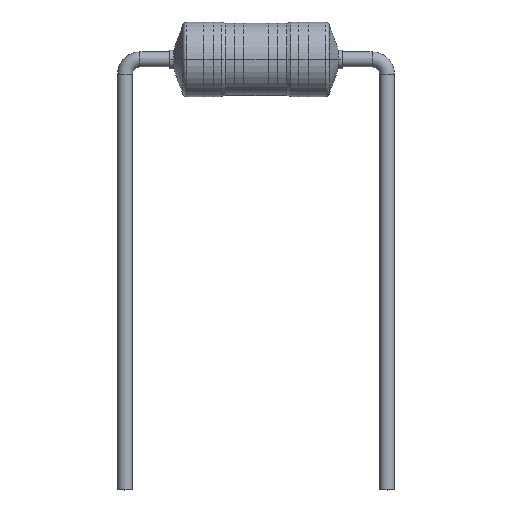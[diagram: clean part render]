
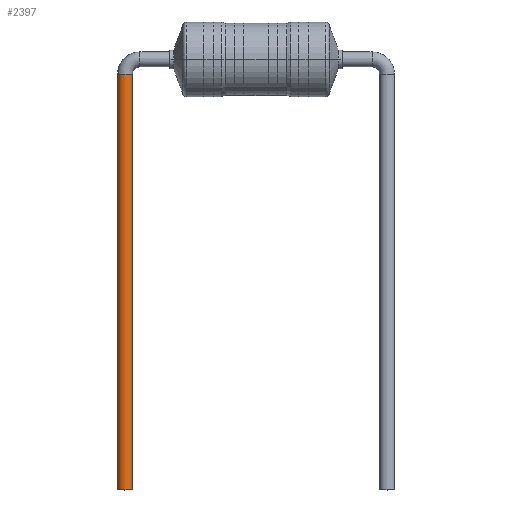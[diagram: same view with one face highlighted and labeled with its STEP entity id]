
A CAD part, top view. The second image highlights one B-rep face of the part: STEP entity #2397.
In plain terms, the highlighted cylindrical face has radius 0.4 mm (diameter 0.8 mm), a partial arc.
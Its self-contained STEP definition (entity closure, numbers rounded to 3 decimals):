
#143 = VERTEX_POINT ( 'NONE', #1775 ) ;
#176 = CARTESIAN_POINT ( 'NONE',  ( -7.4, 1.2, 0. ) ) ;
#189 = EDGE_LOOP ( 'NONE', ( #1694, #1240, #1674, #1237 ) ) ;
#377 = CARTESIAN_POINT ( 'NONE',  ( -7., -21., 0. ) ) ;
#542 = AXIS2_PLACEMENT_3D ( 'NONE', #971, #2047, #1331 ) ;
#673 = CARTESIAN_POINT ( 'NONE',  ( -6.6, 1.2, 0. ) ) ;
#743 = CIRCLE ( 'NONE', #2208, 0.4 ) ;
#808 = EDGE_CURVE ( 'NONE', #143, #2278, #1394, .T. ) ;
#850 = VERTEX_POINT ( 'NONE', #1149 ) ;
#932 = EDGE_CURVE ( 'NONE', #1190, #2278, #2055, .T. ) ;
#971 = CARTESIAN_POINT ( 'NONE',  ( -7., 1.2, 0. ) ) ;
#1033 = CARTESIAN_POINT ( 'NONE',  ( -7., 1.2, 0. ) ) ;
#1066 = EDGE_CURVE ( 'NONE', #850, #1190, #743, .T. ) ;
#1149 = CARTESIAN_POINT ( 'NONE',  ( -6.6, 1.2, 0. ) ) ;
#1180 = DIRECTION ( 'NONE',  ( 0., -1., 0. ) ) ;
#1190 = VERTEX_POINT ( 'NONE', #1389 ) ;
#1191 = CYLINDRICAL_SURFACE ( 'NONE', #542, 0.4 ) ;
#1237 = ORIENTED_EDGE ( 'NONE', *, *, #1609, .F. ) ;
#1240 = ORIENTED_EDGE ( 'NONE', *, *, #932, .T. ) ;
#1331 = DIRECTION ( 'NONE',  ( 1., 0., 0. ) ) ;
#1389 = CARTESIAN_POINT ( 'NONE',  ( -7.4, 1.2, 0. ) ) ;
#1394 = CIRCLE ( 'NONE', #1629, 0.4 ) ;
#1416 = FACE_OUTER_BOUND ( 'NONE', #189, .T. ) ;
#1538 = VECTOR ( 'NONE', #1180, 1000. ) ;
#1580 = DIRECTION ( 'NONE',  ( 0., -1., 0. ) ) ;
#1609 = EDGE_CURVE ( 'NONE', #850, #143, #2174, .T. ) ;
#1629 = AXIS2_PLACEMENT_3D ( 'NONE', #377, #2233, #2032 ) ;
#1674 = ORIENTED_EDGE ( 'NONE', *, *, #808, .F. ) ;
#1694 = ORIENTED_EDGE ( 'NONE', *, *, #1066, .T. ) ;
#1757 = DIRECTION ( 'NONE',  ( 0., 0., 1. ) ) ;
#1775 = CARTESIAN_POINT ( 'NONE',  ( -6.6, -21., 0. ) ) ;
#1998 = VECTOR ( 'NONE', #2308, 1000. ) ;
#2032 = DIRECTION ( 'NONE',  ( 0., 0., 1. ) ) ;
#2047 = DIRECTION ( 'NONE',  ( 0., -1., 0. ) ) ;
#2055 = LINE ( 'NONE', #176, #1538 ) ;
#2174 = LINE ( 'NONE', #673, #1998 ) ;
#2208 = AXIS2_PLACEMENT_3D ( 'NONE', #1033, #1580, #1757 ) ;
#2233 = DIRECTION ( 'NONE',  ( 0., -1., 0. ) ) ;
#2278 = VERTEX_POINT ( 'NONE', #2366 ) ;
#2308 = DIRECTION ( 'NONE',  ( 0., -1., 0. ) ) ;
#2366 = CARTESIAN_POINT ( 'NONE',  ( -7.4, -21., 0. ) ) ;
#2397 = ADVANCED_FACE ( 'NONE', ( #1416 ), #1191, .T. ) ;
